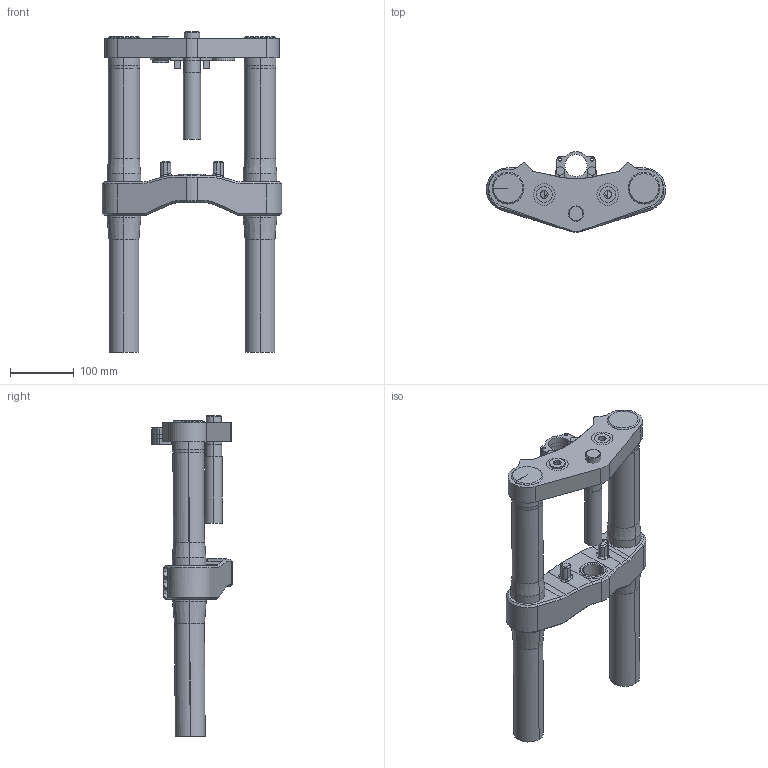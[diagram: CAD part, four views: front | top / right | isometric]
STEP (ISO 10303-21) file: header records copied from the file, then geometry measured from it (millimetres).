
FILE_DESCRIPTION (( 'STEP AP214' ), '1' );
FILE_NAME ('TE INF 54mm FINAL OK.STEP', '2020-03-06T20:29:56', ( '' ), ( '' ), 'SwSTEP 2.0', 'SolidWorks 2015', '' );
FILE_SCHEMA (( 'AUTOMOTIVE_DESIGN' ));
Length unit declared in the file: millimetre
Products named in the file (1): TE INF 54mm FINAL OK
Bounding box: 282 x 126.82 x 504.57 mm (x, y, z)
Volume: 4475960.8 mm3; surface area: 536791.5 mm2
Topology: 15 solids, 16 shells, 551 faces, 1378 edges, 853 vertices
Faces by surface type: cylinder 236, plane 176, cone 90, bspline 47, torus 2
Entity records: 19188 total; most frequent: CARTESIAN_POINT 5967, ORIENTED_EDGE 2724, DIRECTION 2634, EDGE_CURVE 1362, AXIS2_PLACEMENT_3D 983, VERTEX_POINT 853, VECTOR 668, LINE 668
